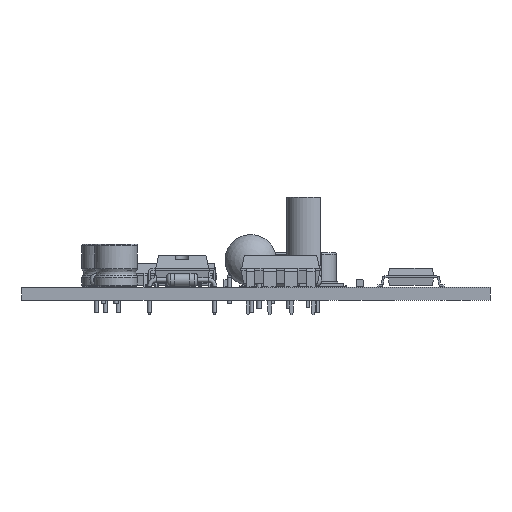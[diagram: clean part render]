
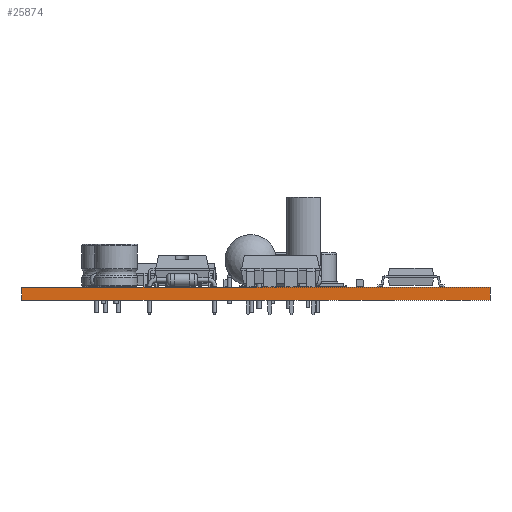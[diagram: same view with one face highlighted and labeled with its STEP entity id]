
A CAD part, front view. The second image highlights one B-rep face of the part: STEP entity #25874.
In plain terms, the highlighted planar face has unit normal (0, -1, 0).
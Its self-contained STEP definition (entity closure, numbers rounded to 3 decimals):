
#25874 = ADVANCED_FACE('',(#25875),#25909,.T.);
#25875 = FACE_BOUND('',#25876,.T.);
#25876 = EDGE_LOOP('',(#25877,#25887,#25895,#25903));
#25877 = ORIENTED_EDGE('',*,*,#25878,.T.);
#25878 = EDGE_CURVE('',#25879,#25881,#25883,.T.);
#25879 = VERTEX_POINT('',#25880);
#25880 = CARTESIAN_POINT('',(146.,-134.5,0.));
#25881 = VERTEX_POINT('',#25882);
#25882 = CARTESIAN_POINT('',(146.,-134.5,1.51));
#25883 = LINE('',#25884,#25885);
#25884 = CARTESIAN_POINT('',(146.,-134.5,0.));
#25885 = VECTOR('',#25886,1.);
#25886 = DIRECTION('',(0.,0.,1.));
#25887 = ORIENTED_EDGE('',*,*,#25888,.T.);
#25888 = EDGE_CURVE('',#25881,#25889,#25891,.T.);
#25889 = VERTEX_POINT('',#25890);
#25890 = CARTESIAN_POINT('',(91.25,-134.5,1.51));
#25891 = LINE('',#25892,#25893);
#25892 = CARTESIAN_POINT('',(146.,-134.5,1.51));
#25893 = VECTOR('',#25894,1.);
#25894 = DIRECTION('',(-1.,0.,0.));
#25895 = ORIENTED_EDGE('',*,*,#25896,.F.);
#25896 = EDGE_CURVE('',#25897,#25889,#25899,.T.);
#25897 = VERTEX_POINT('',#25898);
#25898 = CARTESIAN_POINT('',(91.25,-134.5,0.));
#25899 = LINE('',#25900,#25901);
#25900 = CARTESIAN_POINT('',(91.25,-134.5,0.));
#25901 = VECTOR('',#25902,1.);
#25902 = DIRECTION('',(0.,0.,1.));
#25903 = ORIENTED_EDGE('',*,*,#25904,.F.);
#25904 = EDGE_CURVE('',#25879,#25897,#25905,.T.);
#25905 = LINE('',#25906,#25907);
#25906 = CARTESIAN_POINT('',(146.,-134.5,0.));
#25907 = VECTOR('',#25908,1.);
#25908 = DIRECTION('',(-1.,0.,0.));
#25909 = PLANE('',#25910);
#25910 = AXIS2_PLACEMENT_3D('',#25911,#25912,#25913);
#25911 = CARTESIAN_POINT('',(146.,-134.5,0.));
#25912 = DIRECTION('',(0.,-1.,0.));
#25913 = DIRECTION('',(-1.,0.,0.));
